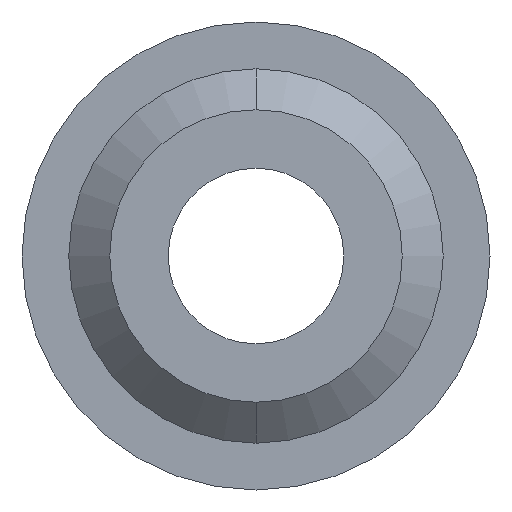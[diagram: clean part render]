
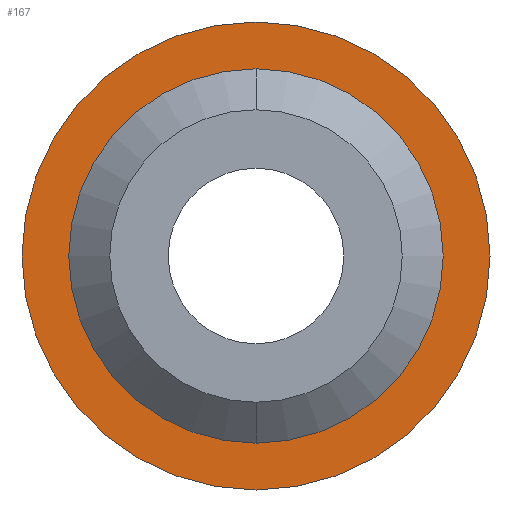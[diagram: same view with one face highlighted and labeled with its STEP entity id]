
A CAD part, front view. The second image highlights one B-rep face of the part: STEP entity #167.
In plain terms, the highlighted planar face has unit normal (0, -1, 0).
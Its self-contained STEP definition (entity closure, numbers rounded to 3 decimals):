
#8 = AXIS2_PLACEMENT_3D ( 'NONE', #251, #695, #51 ) ;
#12 = CARTESIAN_POINT ( 'NONE',  ( 0., -2.5, 0. ) ) ;
#28 = CIRCLE ( 'NONE', #8, 3.2 ) ;
#51 = DIRECTION ( 'NONE',  ( 0., 0., -1. ) ) ;
#62 = AXIS2_PLACEMENT_3D ( 'NONE', #108, #177, #688 ) ;
#102 = CIRCLE ( 'NONE', #201, 4. ) ;
#108 = CARTESIAN_POINT ( 'NONE',  ( 0., -2.5, 0. ) ) ;
#112 = DIRECTION ( 'NONE',  ( 0., 1., 0. ) ) ;
#116 = PLANE ( 'NONE',  #737 ) ;
#121 = CARTESIAN_POINT ( 'NONE',  ( -3.2, -2.5, 0. ) ) ;
#143 = CARTESIAN_POINT ( 'NONE',  ( 0., -2.5, -3.2 ) ) ;
#159 = ORIENTED_EDGE ( 'NONE', *, *, #645, .F. ) ;
#167 = ADVANCED_FACE ( 'NONE', ( #585, #708 ), #116, .F. ) ;
#177 = DIRECTION ( 'NONE',  ( 0., -1., 0. ) ) ;
#186 = DIRECTION ( 'NONE',  ( 0., 0., 1. ) ) ;
#201 = AXIS2_PLACEMENT_3D ( 'NONE', #12, #296, #736 ) ;
#233 = VERTEX_POINT ( 'NONE', #331 ) ;
#236 = CIRCLE ( 'NONE', #427, 4. ) ;
#251 = CARTESIAN_POINT ( 'NONE',  ( 0., -2.5, 0. ) ) ;
#296 = DIRECTION ( 'NONE',  ( 0., -1., 0. ) ) ;
#297 = VERTEX_POINT ( 'NONE', #143 ) ;
#329 = ORIENTED_EDGE ( 'NONE', *, *, #908, .T. ) ;
#331 = CARTESIAN_POINT ( 'NONE',  ( 0., -2.5, -4. ) ) ;
#343 = DIRECTION ( 'NONE',  ( 0., 0., -1. ) ) ;
#350 = DIRECTION ( 'NONE',  ( 0., -1., 0. ) ) ;
#365 = ORIENTED_EDGE ( 'NONE', *, *, #675, .F. ) ;
#374 = EDGE_LOOP ( 'NONE', ( #329, #631 ) ) ;
#427 = AXIS2_PLACEMENT_3D ( 'NONE', #485, #350, #343 ) ;
#455 = CARTESIAN_POINT ( 'NONE',  ( 0., -2.5, 4. ) ) ;
#464 = EDGE_CURVE ( 'NONE', #679, #233, #236, .T. ) ;
#485 = CARTESIAN_POINT ( 'NONE',  ( 0., -2.5, 0. ) ) ;
#570 = VERTEX_POINT ( 'NONE', #854 ) ;
#585 = FACE_BOUND ( 'NONE', #859, .T. ) ;
#631 = ORIENTED_EDGE ( 'NONE', *, *, #464, .T. ) ;
#645 = EDGE_CURVE ( 'NONE', #297, #570, #28, .T. ) ;
#675 = EDGE_CURVE ( 'NONE', #570, #297, #816, .T. ) ;
#679 = VERTEX_POINT ( 'NONE', #455 ) ;
#688 = DIRECTION ( 'NONE',  ( 0., 0., -1. ) ) ;
#695 = DIRECTION ( 'NONE',  ( 0., -1., 0. ) ) ;
#708 = FACE_OUTER_BOUND ( 'NONE', #374, .T. ) ;
#736 = DIRECTION ( 'NONE',  ( 0., 0., -1. ) ) ;
#737 = AXIS2_PLACEMENT_3D ( 'NONE', #121, #112, #186 ) ;
#816 = CIRCLE ( 'NONE', #62, 3.2 ) ;
#854 = CARTESIAN_POINT ( 'NONE',  ( 0., -2.5, 3.2 ) ) ;
#859 = EDGE_LOOP ( 'NONE', ( #159, #365 ) ) ;
#908 = EDGE_CURVE ( 'NONE', #233, #679, #102, .T. ) ;
